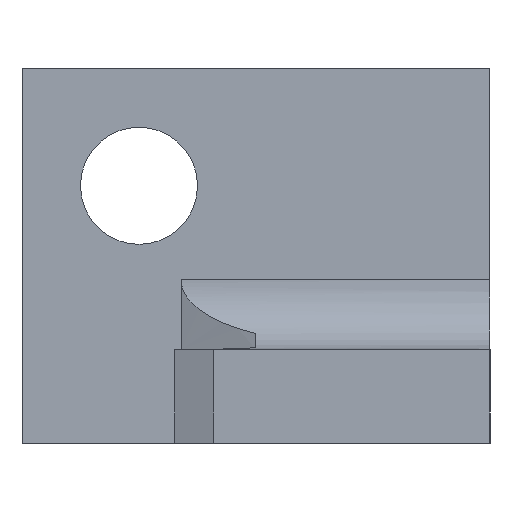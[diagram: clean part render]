
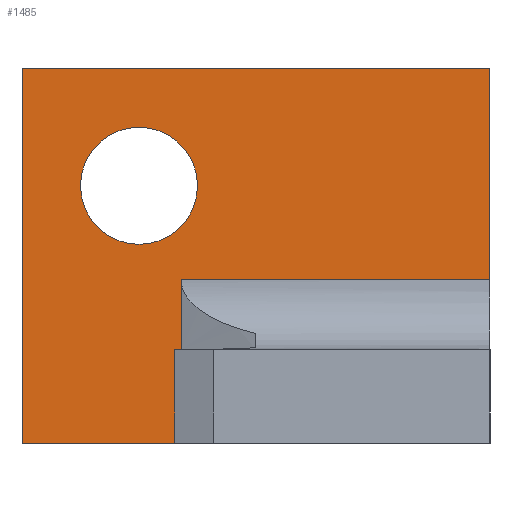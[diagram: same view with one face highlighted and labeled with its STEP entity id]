
A CAD part, left-side view. The second image highlights one B-rep face of the part: STEP entity #1485.
In plain terms, the highlighted planar face has unit normal (-1, 0, 0).
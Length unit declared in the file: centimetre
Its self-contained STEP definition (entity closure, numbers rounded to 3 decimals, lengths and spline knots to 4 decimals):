
#138=PLANE('',#1571);
#162=VECTOR('',#1643,1.);
#170=VECTOR('',#1671,1.);
#171=VECTOR('',#1672,1.);
#172=VECTOR('',#1673,1.);
#173=VECTOR('',#1674,1.);
#174=VECTOR('',#1675,1.);
#279=LINE('',#1987,#162);
#287=LINE('',#2092,#170);
#288=LINE('',#2094,#171);
#289=LINE('',#2096,#172);
#290=LINE('',#2098,#173);
#291=LINE('',#2100,#174);
#404=CIRCLE('',#1570,0.125);
#431=VERTEX_POINT('',#1944);
#436=VERTEX_POINT('',#1986);
#462=VERTEX_POINT('',#2090);
#463=VERTEX_POINT('',#2093);
#464=VERTEX_POINT('',#2095);
#465=VERTEX_POINT('',#2097);
#466=VERTEX_POINT('',#2099);
#467=VERTEX_POINT('',#2101);
#596=B_SPLINE_CURVE_WITH_KNOTS('',3,(#2102,#2103,#2104,#2105),
 .UNSPECIFIED.,.F.,.U.,(4,4),(0.,0.9),.UNSPECIFIED.);
#657=EDGE_CURVE('',#436,#431,#279,.T.);
#684=EDGE_CURVE('',#462,#462,#404,.T.);
#685=EDGE_CURVE('',#463,#436,#287,.T.);
#686=EDGE_CURVE('',#463,#464,#288,.T.);
#687=EDGE_CURVE('',#464,#465,#289,.T.);
#688=EDGE_CURVE('',#466,#465,#290,.T.);
#689=EDGE_CURVE('',#467,#466,#291,.T.);
#690=EDGE_CURVE('',#467,#431,#596,.T.);
#910=ORIENTED_EDGE('',*,*,#657,.F.);
#911=ORIENTED_EDGE('',*,*,#685,.F.);
#912=ORIENTED_EDGE('',*,*,#686,.T.);
#913=ORIENTED_EDGE('',*,*,#687,.T.);
#914=ORIENTED_EDGE('',*,*,#688,.F.);
#915=ORIENTED_EDGE('',*,*,#689,.F.);
#916=ORIENTED_EDGE('',*,*,#690,.T.);
#917=ORIENTED_EDGE('',*,*,#684,.T.);
#1328=EDGE_LOOP('',(#910,#911,#912,#913,#914,#915,#916));
#1329=EDGE_LOOP('',(#917));
#1407=FACE_BOUND('',#1328,.T.);
#1408=FACE_BOUND('',#1329,.T.);
#1485=ADVANCED_FACE('',(#1407,#1408),#138,.T.);
#1570=AXIS2_PLACEMENT_3D('',#2089,#1668,#1669);
#1571=AXIS2_PLACEMENT_3D('',#2091,#1670,$);
#1643=DIRECTION('',(0.,1.,0.));
#1668=DIRECTION('',(1.,0.,0.));
#1669=DIRECTION('',(0.,0.,0.125));
#1670=DIRECTION('',(-1.,0.,0.));
#1671=DIRECTION('',(0.,0.,-1.));
#1672=DIRECTION('',(0.,1.,0.));
#1673=DIRECTION('',(0.,0.,-1.));
#1674=DIRECTION('',(0.,1.,0.));
#1675=DIRECTION('',(0.,0.,-1.));
#1944=CARTESIAN_POINT('',(-2.8456,4.8474,0.35));
#1986=CARTESIAN_POINT('',(-2.8456,4.1873,0.35));
#1987=CARTESIAN_POINT('',(-2.8456,4.3801,0.35));
#2089=CARTESIAN_POINT('',(-2.8456,4.9373,0.55));
#2090=CARTESIAN_POINT('',(-2.8456,4.9373,0.425));
#2091=CARTESIAN_POINT('',(-2.8456,4.1873,0.4));
#2092=CARTESIAN_POINT('',(-2.8456,4.1873,0.8));
#2093=CARTESIAN_POINT('',(-2.8456,4.1873,0.8));
#2094=CARTESIAN_POINT('',(-2.8456,4.1873,0.8));
#2095=CARTESIAN_POINT('',(-2.8456,5.1873,0.8));
#2096=CARTESIAN_POINT('',(-2.8456,5.1873,0.8));
#2097=CARTESIAN_POINT('',(-2.8456,5.1873,0.));
#2098=CARTESIAN_POINT('',(-2.8456,4.1873,0.));
#2099=CARTESIAN_POINT('',(-2.8456,4.8474,0.));
#2100=CARTESIAN_POINT('',(-2.8456,4.8474,0.));
#2101=CARTESIAN_POINT('',(-2.8456,4.8474,0.2));
#2102=CARTESIAN_POINT('',(-2.8456,4.8474,-0.05));
#2103=CARTESIAN_POINT('',(-2.8456,4.8474,0.25));
#2104=CARTESIAN_POINT('',(-2.8456,4.8474,0.55));
#2105=CARTESIAN_POINT('',(-2.8456,4.8474,0.85));
